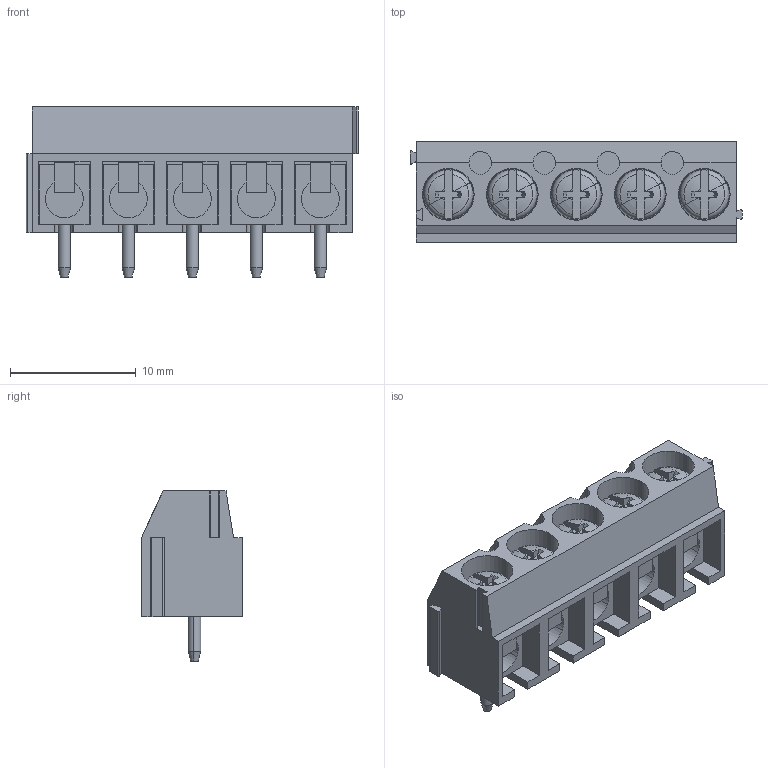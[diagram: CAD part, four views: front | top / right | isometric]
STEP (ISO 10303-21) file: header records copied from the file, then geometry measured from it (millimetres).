
FILE_DESCRIPTION(('CATIA V5 STEP Exchange','CAx-IF Rec.Pracs.--- Model Styling and Organization---1.4--- 2014-01-23'),'2;1');
FILE_NAME ('D1449986_1_1234570000_1234570000.stp','2021-04-07T13:41:31+00:00',('none'),('Weidmueller'),'CATIA Version 5-6 Release 2016 SP3 HF44','CATIA V5 STEP AP214','none');
FILE_SCHEMA(('AUTOMOTIVE_DESIGN { 1 0 10303 214 1 1 1 1 }'));
Length unit declared in the file: millimetre
Products named in the file (1): 1234570000
Bounding box: 26.35 x 8 x 13.5 mm (x, y, z)
Volume: 1349.9 mm3; surface area: 2719.7 mm2
Topology: 11 solids, 11 shells, 340 faces, 900 edges, 592 vertices
Faces by surface type: plane 210, cylinder 60, cone 30, torus 20, revolution 20
Entity records: 10086 total; most frequent: CARTESIAN_POINT 2468, ORIENTED_EDGE 1800, DIRECTION 1130, EDGE_CURVE 900, VERTEX_POINT 592, VECTOR 526, LINE 526, AXIS2_PLACEMENT_3D 419
